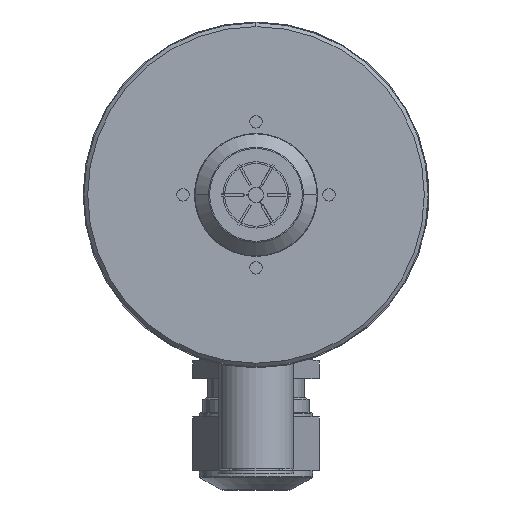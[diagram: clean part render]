
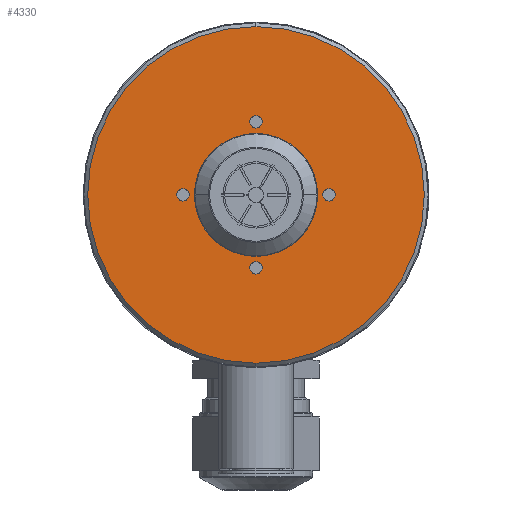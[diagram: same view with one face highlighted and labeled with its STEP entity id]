
A CAD part, left-side view. The second image highlights one B-rep face of the part: STEP entity #4330.
In plain terms, the highlighted planar face has unit normal (-1, 0, 0).
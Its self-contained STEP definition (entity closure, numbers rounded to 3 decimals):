
#463 = DIRECTION ( 'NONE',  ( 0., 0., 1. ) ) ;
#464 = DIRECTION ( 'NONE',  ( -1., 0., 0. ) ) ;
#465 = CARTESIAN_POINT ( 'NONE',  ( -126.4, 9.5, 0. ) ) ;
#614 = DIRECTION ( 'NONE',  ( 0., 0., 1. ) ) ;
#615 = DIRECTION ( 'NONE',  ( -1., 0., 0. ) ) ;
#616 = CARTESIAN_POINT ( 'NONE',  ( -126.4, -9.5, 0. ) ) ;
#617 = DIRECTION ( 'NONE',  ( 0., 0., 1. ) ) ;
#618 = DIRECTION ( 'NONE',  ( -1., 0., 0. ) ) ;
#619 = CARTESIAN_POINT ( 'NONE',  ( -126.4, 0., 9.5 ) ) ;
#624 = DIRECTION ( 'NONE',  ( 0., 0., 1. ) ) ;
#625 = DIRECTION ( 'NONE',  ( -1., 0., 0. ) ) ;
#626 = CARTESIAN_POINT ( 'NONE',  ( -126.4, 9.5, 0. ) ) ;
#696 = DIRECTION ( 'NONE',  ( 0., 0., 1. ) ) ;
#697 = DIRECTION ( 'NONE',  ( -1., 0., 0. ) ) ;
#698 = CARTESIAN_POINT ( 'NONE',  ( -126.4, -9.5, 0. ) ) ;
#723 = DIRECTION ( 'NONE',  ( 0., 0., -1. ) ) ;
#724 = DIRECTION ( 'NONE',  ( 1., 0., 0. ) ) ;
#725 = CARTESIAN_POINT ( 'NONE',  ( -126.4, 0., 0. ) ) ;
#753 = DIRECTION ( 'NONE',  ( 0., 0., 1. ) ) ;
#754 = DIRECTION ( 'NONE',  ( -1., 0., 0. ) ) ;
#755 = CARTESIAN_POINT ( 'NONE',  ( -126.4, 0., 0. ) ) ;
#757 = DIRECTION ( 'NONE',  ( 0., 0., 1. ) ) ;
#758 = DIRECTION ( 'NONE',  ( -1., 0., 0. ) ) ;
#759 = CARTESIAN_POINT ( 'NONE',  ( -126.4, 0., -9.5 ) ) ;
#792 = DIRECTION ( 'NONE',  ( 0., 0., -1. ) ) ;
#793 = DIRECTION ( 'NONE',  ( 1., 0., 0. ) ) ;
#794 = CARTESIAN_POINT ( 'NONE',  ( -126.4, 0., 0. ) ) ;
#796 = DIRECTION ( 'NONE',  ( 0., 0., 1. ) ) ;
#797 = DIRECTION ( 'NONE',  ( -1., 0., 0. ) ) ;
#798 = CARTESIAN_POINT ( 'NONE',  ( -126.4, 0., 9.5 ) ) ;
#834 = DIRECTION ( 'NONE',  ( 0., 0., 1. ) ) ;
#835 = DIRECTION ( 'NONE',  ( -1., 0., 0. ) ) ;
#836 = CARTESIAN_POINT ( 'NONE',  ( -126.4, 0., 0. ) ) ;
#927 = CARTESIAN_POINT ( 'NONE',  ( -126.4, 0., -7. ) ) ;
#938 = CARTESIAN_POINT ( 'NONE',  ( -126.4, -9.5, -0.8 ) ) ;
#1055 = CARTESIAN_POINT ( 'NONE',  ( -126.4, 0., -10.3 ) ) ;
#1056 = CARTESIAN_POINT ( 'NONE',  ( -126.4, 0., -21.9 ) ) ;
#1194 = CARTESIAN_POINT ( 'NONE',  ( -126.4, 0., -8.7 ) ) ;
#1538 = CARTESIAN_POINT ( 'NONE',  ( -126.4, 0., 8.7 ) ) ;
#1552 = CARTESIAN_POINT ( 'NONE',  ( -126.4, -9.5, 0.8 ) ) ;
#1804 = DIRECTION ( 'NONE',  ( 0., 0., 1. ) ) ;
#1807 = CARTESIAN_POINT ( 'NONE',  ( -126.4, 7., 0. ) ) ;
#1811 = PLANE ( 'NONE',  #3879 ) ;
#1813 = DIRECTION ( 'NONE',  ( -1., 0., 0. ) ) ;
#2092 = CIRCLE ( 'NONE', #3618, 0.8 ) ;
#2123 = CIRCLE ( 'NONE', #3740, 0.8 ) ;
#2196 = CIRCLE ( 'NONE', #3214, 0.8 ) ;
#2200 = CIRCLE ( 'NONE', #3558, 0.8 ) ;
#2202 = CIRCLE ( 'NONE', #3213, 0.8 ) ;
#2210 = CIRCLE ( 'NONE', #3571, 0.8 ) ;
#2227 = CIRCLE ( 'NONE', #3652, 7. ) ;
#2245 = CIRCLE ( 'NONE', #3795, 21.9 ) ;
#2248 = CIRCLE ( 'NONE', #3793, 0.8 ) ;
#2251 = CIRCLE ( 'NONE', #3899, 7. ) ;
#2253 = CIRCLE ( 'NONE', #3915, 0.8 ) ;
#2278 = CIRCLE ( 'NONE', #3232, 21.9 ) ;
#2411 = ORIENTED_EDGE ( 'NONE', *, *, #3393, .F. ) ;
#2412 = ORIENTED_EDGE ( 'NONE', *, *, #3246, .F. ) ;
#2415 = ORIENTED_EDGE ( 'NONE', *, *, #3501, .F. ) ;
#2416 = ORIENTED_EDGE ( 'NONE', *, *, #3389, .F. ) ;
#2494 = ORIENTED_EDGE ( 'NONE', *, *, #3730, .F. ) ;
#2928 = ORIENTED_EDGE ( 'NONE', *, *, #3247, .T. ) ;
#3025 = ORIENTED_EDGE ( 'NONE', *, *, #3222, .T. ) ;
#3119 = ORIENTED_EDGE ( 'NONE', *, *, #3253, .F. ) ;
#3121 = ORIENTED_EDGE ( 'NONE', *, *, #3394, .F. ) ;
#3122 = ORIENTED_EDGE ( 'NONE', *, *, #3254, .T. ) ;
#3213 = AXIS2_PLACEMENT_3D ( 'NONE', #619, #618, #617 ) ;
#3214 = AXIS2_PLACEMENT_3D ( 'NONE', #616, #615, #614 ) ;
#3222 = EDGE_CURVE ( 'NONE', #7688, #6918, #2278, .T. ) ;
#3232 = AXIS2_PLACEMENT_3D ( 'NONE', #836, #835, #834 ) ;
#3246 = EDGE_CURVE ( 'NONE', #6011, #7469, #2253, .T. ) ;
#3247 = EDGE_CURVE ( 'NONE', #7731, #7262, #2251, .T. ) ;
#3253 = EDGE_CURVE ( 'NONE', #6577, #6925, #2248, .T. ) ;
#3254 = EDGE_CURVE ( 'NONE', #6918, #7688, #2245, .T. ) ;
#3272 = EDGE_CURVE ( 'NONE', #7262, #7731, #2227, .T. ) ;
#3288 = EDGE_CURVE ( 'NONE', #7210, #5962, #2210, .T. ) ;
#3389 = EDGE_CURVE ( 'NONE', #7714, #7602, #2200, .T. ) ;
#3393 = EDGE_CURVE ( 'NONE', #7469, #6011, #2202, .T. ) ;
#3394 = EDGE_CURVE ( 'NONE', #5962, #7210, #2196, .T. ) ;
#3501 = EDGE_CURVE ( 'NONE', #7602, #7714, #2123, .T. ) ;
#3558 = AXIS2_PLACEMENT_3D ( 'NONE', #626, #625, #624 ) ;
#3571 = AXIS2_PLACEMENT_3D ( 'NONE', #698, #697, #696 ) ;
#3618 = AXIS2_PLACEMENT_3D ( 'NONE', #10125, #10111, #10110 ) ;
#3652 = AXIS2_PLACEMENT_3D ( 'NONE', #725, #724, #723 ) ;
#3730 = EDGE_CURVE ( 'NONE', #6925, #6577, #2092, .T. ) ;
#3740 = AXIS2_PLACEMENT_3D ( 'NONE', #465, #464, #463 ) ;
#3793 = AXIS2_PLACEMENT_3D ( 'NONE', #759, #758, #757 ) ;
#3795 = AXIS2_PLACEMENT_3D ( 'NONE', #755, #754, #753 ) ;
#3879 = AXIS2_PLACEMENT_3D ( 'NONE', #1807, #1813, #1804 ) ;
#3899 = AXIS2_PLACEMENT_3D ( 'NONE', #794, #793, #792 ) ;
#3915 = AXIS2_PLACEMENT_3D ( 'NONE', #798, #797, #796 ) ;
#4330 = ADVANCED_FACE ( 'NONE', ( #9259, #9266, #9258, #9260, #9262, #9256 ), #1811, .T. ) ;
#5282 = EDGE_LOOP ( 'NONE', ( #3122, #3025 ) ) ;
#5294 = EDGE_LOOP ( 'NONE', ( #2416, #2415 ) ) ;
#5296 = EDGE_LOOP ( 'NONE', ( #3121, #6775 ) ) ;
#5381 = EDGE_LOOP ( 'NONE', ( #6637, #2928 ) ) ;
#5493 = EDGE_LOOP ( 'NONE', ( #3119, #2494 ) ) ;
#5700 = EDGE_LOOP ( 'NONE', ( #2411, #2412 ) ) ;
#5962 = VERTEX_POINT ( 'NONE', #1552 ) ;
#6011 = VERTEX_POINT ( 'NONE', #1538 ) ;
#6577 = VERTEX_POINT ( 'NONE', #1194 ) ;
#6637 = ORIENTED_EDGE ( 'NONE', *, *, #3272, .T. ) ;
#6775 = ORIENTED_EDGE ( 'NONE', *, *, #3288, .F. ) ;
#6868 = CARTESIAN_POINT ( 'NONE',  ( -126.4, 0., 7. ) ) ;
#6918 = VERTEX_POINT ( 'NONE', #1056 ) ;
#6925 = VERTEX_POINT ( 'NONE', #1055 ) ;
#6927 = CARTESIAN_POINT ( 'NONE',  ( -126.4, 9.5, 0.8 ) ) ;
#6995 = CARTESIAN_POINT ( 'NONE',  ( -126.4, 0., 21.9 ) ) ;
#7210 = VERTEX_POINT ( 'NONE', #938 ) ;
#7232 = CARTESIAN_POINT ( 'NONE',  ( -126.4, 9.5, -0.8 ) ) ;
#7262 = VERTEX_POINT ( 'NONE', #927 ) ;
#7454 = CARTESIAN_POINT ( 'NONE',  ( -126.4, 0., 10.3 ) ) ;
#7469 = VERTEX_POINT ( 'NONE', #7454 ) ;
#7602 = VERTEX_POINT ( 'NONE', #7232 ) ;
#7688 = VERTEX_POINT ( 'NONE', #6995 ) ;
#7714 = VERTEX_POINT ( 'NONE', #6927 ) ;
#7731 = VERTEX_POINT ( 'NONE', #6868 ) ;
#9256 = FACE_BOUND ( 'NONE', #5381, .T. ) ;
#9258 = FACE_BOUND ( 'NONE', #5296, .T. ) ;
#9259 = FACE_OUTER_BOUND ( 'NONE', #5282, .T. ) ;
#9260 = FACE_BOUND ( 'NONE', #5700, .T. ) ;
#9262 = FACE_BOUND ( 'NONE', #5294, .T. ) ;
#9266 = FACE_BOUND ( 'NONE', #5493, .T. ) ;
#10110 = DIRECTION ( 'NONE',  ( 0., 0., 1. ) ) ;
#10111 = DIRECTION ( 'NONE',  ( -1., 0., 0. ) ) ;
#10125 = CARTESIAN_POINT ( 'NONE',  ( -126.4, 0., -9.5 ) ) ;
